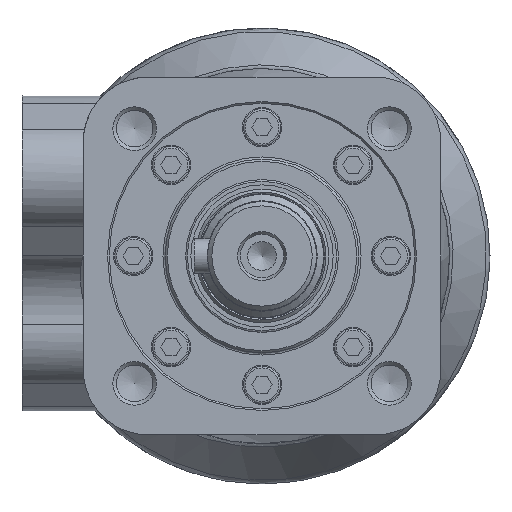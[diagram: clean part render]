
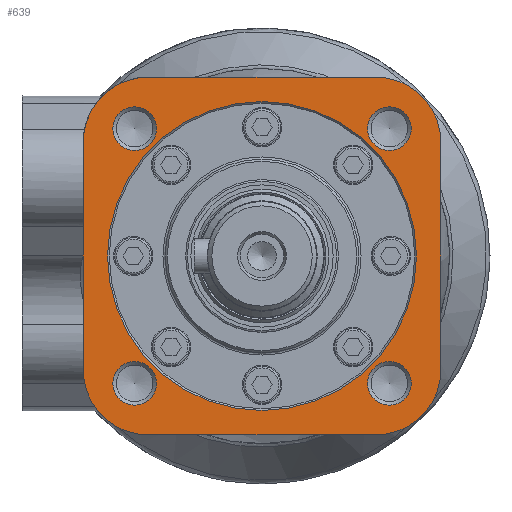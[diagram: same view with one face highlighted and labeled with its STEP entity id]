
A CAD part, left-side view. The second image highlights one B-rep face of the part: STEP entity #639.
In plain terms, the highlighted planar face has unit normal (-1, 0, 0).
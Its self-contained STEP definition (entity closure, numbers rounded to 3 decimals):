
#639 = ADVANCED_FACE( '', ( #1570, #1571, #1572, #1573, #1574, #1575 ), #1576, .F. );
#1570 = FACE_BOUND( '', #2931, .T. );
#1571 = FACE_BOUND( '', #2932, .T. );
#1572 = FACE_BOUND( '', #2933, .T. );
#1573 = FACE_BOUND( '', #2934, .T. );
#1574 = FACE_OUTER_BOUND( '', #2935, .T. );
#1575 = FACE_BOUND( '', #2936, .T. );
#1576 = PLANE( '', #2937 );
#2931 = EDGE_LOOP( '', ( #4502 ) );
#2932 = EDGE_LOOP( '', ( #4503 ) );
#2933 = EDGE_LOOP( '', ( #4504 ) );
#2934 = EDGE_LOOP( '', ( #4505 ) );
#2935 = EDGE_LOOP( '', ( #4506, #4507, #4508, #4509, #4510, #4511, #4512, #4513 ) );
#2936 = EDGE_LOOP( '', ( #4514 ) );
#2937 = AXIS2_PLACEMENT_3D( '', #4515, #4516, #4517 );
#4502 = ORIENTED_EDGE( '', *, *, #7343, .T. );
#4503 = ORIENTED_EDGE( '', *, *, #7344, .T. );
#4504 = ORIENTED_EDGE( '', *, *, #7345, .T. );
#4505 = ORIENTED_EDGE( '', *, *, #7346, .T. );
#4506 = ORIENTED_EDGE( '', *, *, #7347, .F. );
#4507 = ORIENTED_EDGE( '', *, *, #7348, .F. );
#4508 = ORIENTED_EDGE( '', *, *, #7349, .F. );
#4509 = ORIENTED_EDGE( '', *, *, #7350, .F. );
#4510 = ORIENTED_EDGE( '', *, *, #7351, .F. );
#4511 = ORIENTED_EDGE( '', *, *, #7199, .F. );
#4512 = ORIENTED_EDGE( '', *, *, #7352, .F. );
#4513 = ORIENTED_EDGE( '', *, *, #7353, .F. );
#4514 = ORIENTED_EDGE( '', *, *, #7135, .T. );
#4515 = CARTESIAN_POINT( '', ( 0., 0., 0. ) );
#4516 = DIRECTION( '', ( 1., 0., 0. ) );
#4517 = DIRECTION( '', ( 0., 0., -1. ) );
#7135 = EDGE_CURVE( '', #8287, #8287, #8288, .T. );
#7199 = EDGE_CURVE( '', #8397, #8393, #8399, .T. );
#7343 = EDGE_CURVE( '', #8645, #8645, #8646, .T. );
#7344 = EDGE_CURVE( '', #8647, #8647, #8648, .T. );
#7345 = EDGE_CURVE( '', #8649, #8649, #8650, .T. );
#7346 = EDGE_CURVE( '', #8651, #8651, #8652, .T. );
#7347 = EDGE_CURVE( '', #8653, #8654, #8655, .T. );
#7348 = EDGE_CURVE( '', #8656, #8653, #8657, .T. );
#7349 = EDGE_CURVE( '', #8658, #8656, #8659, .T. );
#7350 = EDGE_CURVE( '', #8660, #8658, #8661, .T. );
#7351 = EDGE_CURVE( '', #8393, #8660, #8662, .T. );
#7352 = EDGE_CURVE( '', #8663, #8397, #8664, .T. );
#7353 = EDGE_CURVE( '', #8654, #8663, #8665, .T. );
#8287 = VERTEX_POINT( '', #9908 );
#8288 = CIRCLE( '', #9909, 35.4 );
#8393 = VERTEX_POINT( '', #10068 );
#8397 = VERTEX_POINT( '', #10074 );
#8399 = LINE( '', #10077, #10078 );
#8645 = VERTEX_POINT( '', #10515 );
#8646 = CIRCLE( '', #10516, 5. );
#8647 = VERTEX_POINT( '', #10517 );
#8648 = CIRCLE( '', #10518, 5. );
#8649 = VERTEX_POINT( '', #10519 );
#8650 = CIRCLE( '', #10520, 5. );
#8651 = VERTEX_POINT( '', #10521 );
#8652 = CIRCLE( '', #10522, 5. );
#8653 = VERTEX_POINT( '', #10523 );
#8654 = VERTEX_POINT( '', #10524 );
#8655 = CIRCLE( '', #10525, 15. );
#8656 = VERTEX_POINT( '', #10526 );
#8657 = LINE( '', #10527, #10528 );
#8658 = VERTEX_POINT( '', #10529 );
#8659 = CIRCLE( '', #10530, 15. );
#8660 = VERTEX_POINT( '', #10531 );
#8661 = LINE( '', #10532, #10533 );
#8662 = CIRCLE( '', #10534, 15. );
#8663 = VERTEX_POINT( '', #10535 );
#8664 = CIRCLE( '', #10536, 15. );
#8665 = LINE( '', #10537, #10538 );
#9908 = CARTESIAN_POINT( '', ( 0., 0., -35.4 ) );
#9909 = AXIS2_PLACEMENT_3D( '', #12663, #12664, #12665 );
#10068 = CARTESIAN_POINT( '', ( 0., -41., -26. ) );
#10074 = CARTESIAN_POINT( '', ( 0., -41., 26. ) );
#10077 = CARTESIAN_POINT( '', ( 0., -41., 26. ) );
#10078 = VECTOR( '', #12746, 1000. );
#10515 = CARTESIAN_POINT( '', ( 0., -29.19, -34.19 ) );
#10516 = AXIS2_PLACEMENT_3D( '', #12936, #12937, #12938 );
#10517 = CARTESIAN_POINT( '', ( 0., 29.19, -34.19 ) );
#10518 = AXIS2_PLACEMENT_3D( '', #12939, #12940, #12941 );
#10519 = CARTESIAN_POINT( '', ( 0., -29.19, 24.19 ) );
#10520 = AXIS2_PLACEMENT_3D( '', #12942, #12943, #12944 );
#10521 = CARTESIAN_POINT( '', ( 0., 29.19, 24.19 ) );
#10522 = AXIS2_PLACEMENT_3D( '', #12945, #12946, #12947 );
#10523 = CARTESIAN_POINT( '', ( 0., 41., 26. ) );
#10524 = CARTESIAN_POINT( '', ( 0., 26., 41. ) );
#10525 = AXIS2_PLACEMENT_3D( '', #12948, #12949, #12950 );
#10526 = CARTESIAN_POINT( '', ( 0., 41., -26. ) );
#10527 = CARTESIAN_POINT( '', ( 0., 41., -26. ) );
#10528 = VECTOR( '', #12951, 1000. );
#10529 = CARTESIAN_POINT( '', ( 0., 26., -41. ) );
#10530 = AXIS2_PLACEMENT_3D( '', #12952, #12953, #12954 );
#10531 = CARTESIAN_POINT( '', ( 0., -26., -41. ) );
#10532 = CARTESIAN_POINT( '', ( 0., -26., -41. ) );
#10533 = VECTOR( '', #12955, 1000. );
#10534 = AXIS2_PLACEMENT_3D( '', #12956, #12957, #12958 );
#10535 = CARTESIAN_POINT( '', ( 0., -26., 41. ) );
#10536 = AXIS2_PLACEMENT_3D( '', #12959, #12960, #12961 );
#10537 = CARTESIAN_POINT( '', ( 0., 26., 41. ) );
#10538 = VECTOR( '', #12962, 1000. );
#12663 = CARTESIAN_POINT( '', ( 0., 0., 0. ) );
#12664 = DIRECTION( '', ( 1., 0., 0. ) );
#12665 = DIRECTION( '', ( 0., 0., -1. ) );
#12746 = DIRECTION( '', ( 0., 0., -1. ) );
#12936 = CARTESIAN_POINT( '', ( 0., -29.19, -29.19 ) );
#12937 = DIRECTION( '', ( 1., 0., 0. ) );
#12938 = DIRECTION( '', ( 0., 0., -1. ) );
#12939 = CARTESIAN_POINT( '', ( 0., 29.19, -29.19 ) );
#12940 = DIRECTION( '', ( 1., 0., 0. ) );
#12941 = DIRECTION( '', ( 0., 0., -1. ) );
#12942 = CARTESIAN_POINT( '', ( 0., -29.19, 29.19 ) );
#12943 = DIRECTION( '', ( 1., 0., 0. ) );
#12944 = DIRECTION( '', ( 0., 0., -1. ) );
#12945 = CARTESIAN_POINT( '', ( 0., 29.19, 29.19 ) );
#12946 = DIRECTION( '', ( 1., 0., 0. ) );
#12947 = DIRECTION( '', ( 0., 0., -1. ) );
#12948 = CARTESIAN_POINT( '', ( 0., 26., 26. ) );
#12949 = DIRECTION( '', ( 1., 0., 0. ) );
#12950 = DIRECTION( '', ( 0., 0., -1. ) );
#12951 = DIRECTION( '', ( 0., 0., 1. ) );
#12952 = CARTESIAN_POINT( '', ( 0., 26., -26. ) );
#12953 = DIRECTION( '', ( 1., 0., 0. ) );
#12954 = DIRECTION( '', ( 0., 0., -1. ) );
#12955 = DIRECTION( '', ( 0., 1., 0. ) );
#12956 = CARTESIAN_POINT( '', ( 0., -26., -26. ) );
#12957 = DIRECTION( '', ( 1., 0., 0. ) );
#12958 = DIRECTION( '', ( 0., 0., -1. ) );
#12959 = CARTESIAN_POINT( '', ( 0., -26., 26. ) );
#12960 = DIRECTION( '', ( 1., 0., 0. ) );
#12961 = DIRECTION( '', ( 0., 0., -1. ) );
#12962 = DIRECTION( '', ( 0., -1., 0. ) );
